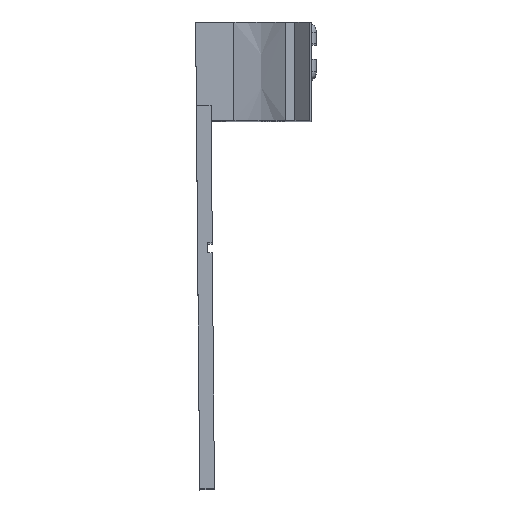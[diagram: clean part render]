
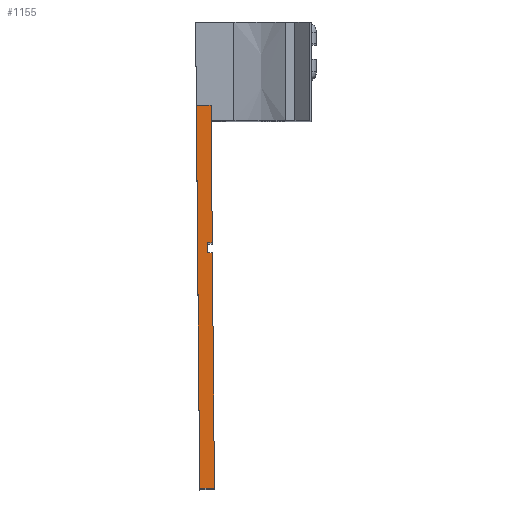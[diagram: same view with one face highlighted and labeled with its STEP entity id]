
A CAD part, top view. The second image highlights one B-rep face of the part: STEP entity #1155.
In plain terms, the highlighted planar face has unit normal (0, 0, 1).
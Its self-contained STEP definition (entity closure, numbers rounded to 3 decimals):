
#673 = EDGE_CURVE ( 'NONE', #674, #675, #2358, .T. ) ;
#674 = VERTEX_POINT ( 'NONE', #2200 ) ;
#675 = VERTEX_POINT ( 'NONE', #2199 ) ;
#760 = EDGE_CURVE ( 'NONE', #675, #790, #2218, .T. ) ;
#790 = VERTEX_POINT ( 'NONE', #2583 ) ;
#811 = VERTEX_POINT ( 'NONE', #2485 ) ;
#813 = EDGE_CURVE ( 'NONE', #811, #790, #2484, .T. ) ;
#1155 = ADVANCED_FACE ( 'NONE', ( #2785 ), #2783, .T. ) ;
#1156 = EDGE_LOOP ( 'NONE', ( #1157, #1161, #1243, #1245, #1246, #1247, #1248, #1226 ) ) ;
#1157 = ORIENTED_EDGE ( 'NONE', *, *, #1158, .F. ) ;
#1158 = EDGE_CURVE ( 'NONE', #1159, #1160, #3036, .T. ) ;
#1159 = VERTEX_POINT ( 'NONE', #3082 ) ;
#1160 = VERTEX_POINT ( 'NONE', #3035 ) ;
#1161 = ORIENTED_EDGE ( 'NONE', *, *, #1242, .F. ) ;
#1162 = VERTEX_POINT ( 'NONE', #3051 ) ;
#1226 = ORIENTED_EDGE ( 'NONE', *, *, #1227, .T. ) ;
#1227 = EDGE_CURVE ( 'NONE', #1250, #1160, #2987, .T. ) ;
#1242 = EDGE_CURVE ( 'NONE', #1162, #1159, #3117, .T. ) ;
#1243 = ORIENTED_EDGE ( 'NONE', *, *, #1244, .T. ) ;
#1244 = EDGE_CURVE ( 'NONE', #1162, #674, #3225, .T. ) ;
#1245 = ORIENTED_EDGE ( 'NONE', *, *, #673, .T. ) ;
#1246 = ORIENTED_EDGE ( 'NONE', *, *, #760, .T. ) ;
#1247 = ORIENTED_EDGE ( 'NONE', *, *, #813, .F. ) ;
#1248 = ORIENTED_EDGE ( 'NONE', *, *, #1249, .F. ) ;
#1249 = EDGE_CURVE ( 'NONE', #1250, #811, #3233, .T. ) ;
#1250 = VERTEX_POINT ( 'NONE', #3136 ) ;
#2199 = CARTESIAN_POINT ( 'NONE',  ( -2.326, -8.5, 47.426 ) ) ;
#2200 = CARTESIAN_POINT ( 'NONE',  ( -2.204, -22.486, 47.426 ) ) ;
#2201 = DIRECTION ( 'NONE',  ( -0.009, 1., 0. ) ) ;
#2202 = VECTOR ( 'NONE', #2201, 1000. ) ;
#2215 = DIRECTION ( 'NONE',  ( -1., 0., 0. ) ) ;
#2216 = VECTOR ( 'NONE', #2215, 1000. ) ;
#2217 = CARTESIAN_POINT ( 'NONE',  ( 0., -8.5, 47.426 ) ) ;
#2218 = LINE ( 'NONE', #2217, #2216 ) ;
#2357 = CARTESIAN_POINT ( 'NONE',  ( -2.326, -8.487, 47.426 ) ) ;
#2358 = LINE ( 'NONE', #2357, #2202 ) ;
#2481 = DIRECTION ( 'NONE',  ( -0.009, 1., 0. ) ) ;
#2482 = VECTOR ( 'NONE', #2481, 1000. ) ;
#2483 = CARTESIAN_POINT ( 'NONE',  ( -3.826, -8.5, 47.426 ) ) ;
#2484 = LINE ( 'NONE', #2483, #2482 ) ;
#2485 = CARTESIAN_POINT ( 'NONE',  ( -3.485, -47.499, 47.426 ) ) ;
#2583 = CARTESIAN_POINT ( 'NONE',  ( -3.826, -8.5, 47.426 ) ) ;
#2779 = DIRECTION ( 'NONE',  ( 0., -1., 0. ) ) ;
#2780 = DIRECTION ( 'NONE',  ( 0., 0., 1. ) ) ;
#2781 = CARTESIAN_POINT ( 'NONE',  ( -2.326, -8.487, 47.426 ) ) ;
#2782 = AXIS2_PLACEMENT_3D ( 'NONE', #2781, #2780, #2779 ) ;
#2783 = PLANE ( 'NONE',  #2782 ) ;
#2785 = FACE_OUTER_BOUND ( 'NONE', #1156, .T. ) ;
#2984 = DIRECTION ( 'NONE',  ( -0.009, 1., 0. ) ) ;
#2985 = VECTOR ( 'NONE', #2984, 1000. ) ;
#2986 = CARTESIAN_POINT ( 'NONE',  ( -2.326, -8.487, 47.426 ) ) ;
#2987 = LINE ( 'NONE', #2986, #2985 ) ;
#3019 = VECTOR ( 'NONE', #3055, 1000. ) ;
#3034 = CARTESIAN_POINT ( 'NONE',  ( -2.195, -23.486, 47.426 ) ) ;
#3035 = CARTESIAN_POINT ( 'NONE',  ( -2.195, -23.486, 47.426 ) ) ;
#3036 = LINE ( 'NONE', #3034, #3019 ) ;
#3051 = CARTESIAN_POINT ( 'NONE',  ( -2.704, -22.491, 47.426 ) ) ;
#3055 = DIRECTION ( 'NONE',  ( 1., 0.009, 0. ) ) ;
#3082 = CARTESIAN_POINT ( 'NONE',  ( -2.695, -23.491, 47.426 ) ) ;
#3117 = LINE ( 'NONE', #3241, #3135 ) ;
#3135 = VECTOR ( 'NONE', #3240, 1000. ) ;
#3136 = CARTESIAN_POINT ( 'NONE',  ( -1.986, -47.485, 47.426 ) ) ;
#3137 = DIRECTION ( 'NONE',  ( -1., -0.009, 0. ) ) ;
#3213 = VECTOR ( 'NONE', #3137, 1000. ) ;
#3214 = CARTESIAN_POINT ( 'NONE',  ( -1.986, -47.485, 47.426 ) ) ;
#3224 = CARTESIAN_POINT ( 'NONE',  ( -2.204, -22.486, 47.426 ) ) ;
#3225 = LINE ( 'NONE', #3224, #3248 ) ;
#3233 = LINE ( 'NONE', #3214, #3213 ) ;
#3240 = DIRECTION ( 'NONE',  ( 0.009, -1., 0. ) ) ;
#3241 = CARTESIAN_POINT ( 'NONE',  ( -2.826, -8.491, 47.426 ) ) ;
#3247 = DIRECTION ( 'NONE',  ( 1., 0.009, 0. ) ) ;
#3248 = VECTOR ( 'NONE', #3247, 1000. ) ;
